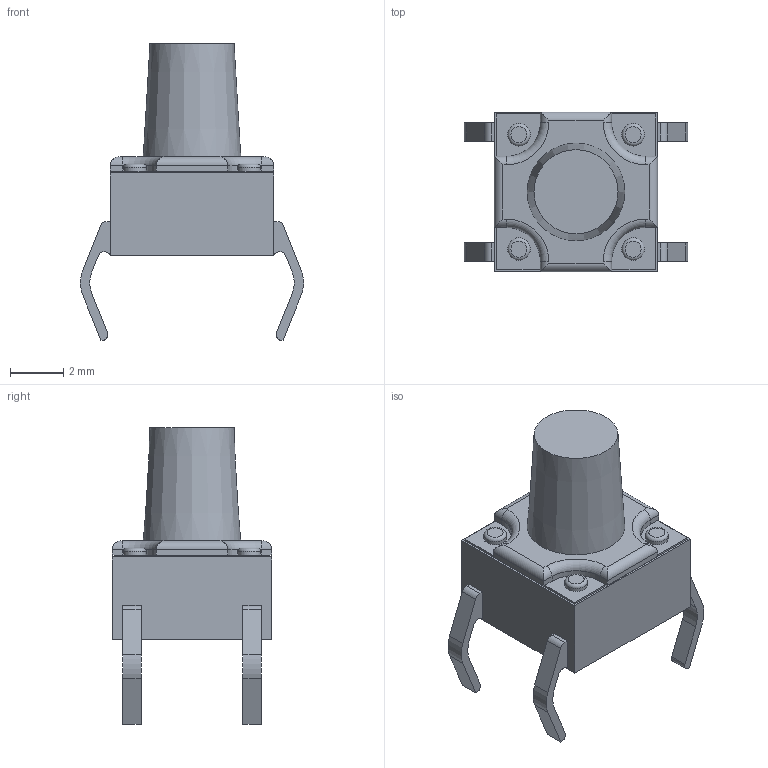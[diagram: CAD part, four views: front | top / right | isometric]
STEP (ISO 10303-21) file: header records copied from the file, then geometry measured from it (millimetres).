
FILE_DESCRIPTION(/* description */ ('Unknown'),/* implementation_level */ '2;1');
FILE_NAME(/* name */ 'Tactal Switch -THru - SOFT(6mmx 6mmx12mm)',/* time_stamp */ '2018-10-30T15:38:07-04:00',/* author */ ('Unknown'),/* organization */ ('Unknown'),/* preprocessor_version */ 'ST-DEVELOPER v16.7',/* originating_system */ 'DEX',/* authorisation */ $);
FILE_SCHEMA (('AUTOMOTIVE_DESIGN {1 0 10303 214 3 1 1}'));
Length unit declared in the file: millimetre
Products named in the file (1): Tactal Switch -THru - SOFT(6mmx 6mmx12mm)
Bounding box: 8.37 x 5.99 x 11.13 mm (x, y, z)
Volume: 172.5 mm3; surface area: 303.7 mm2
Topology: 1 solids, 21 shells, 289 faces, 691 edges, 450 vertices
Faces by surface type: plane 201, cylinder 40, bspline 39, torus 8, cone 1
Full cylindrical faces by diameter (mm): 0.848 x4
Entity records: 11542 total; most frequent: CARTESIAN_POINT 3435, ORIENTED_EDGE 1348, DIRECTION 994, EDGE_CURVE 674, VERTEX_POINT 446, AXIS2_PLACEMENT_3D 333, LINE 328, VECTOR 328
